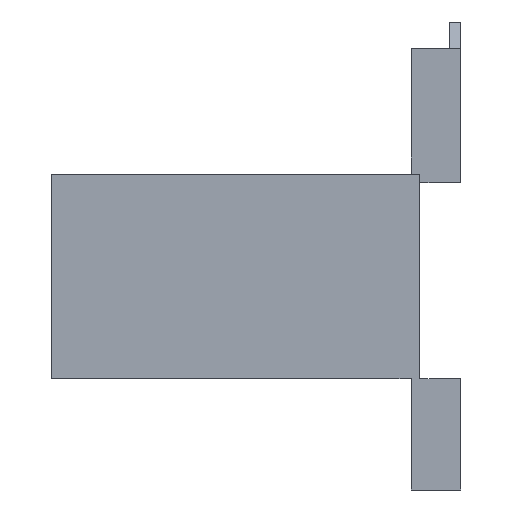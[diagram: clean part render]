
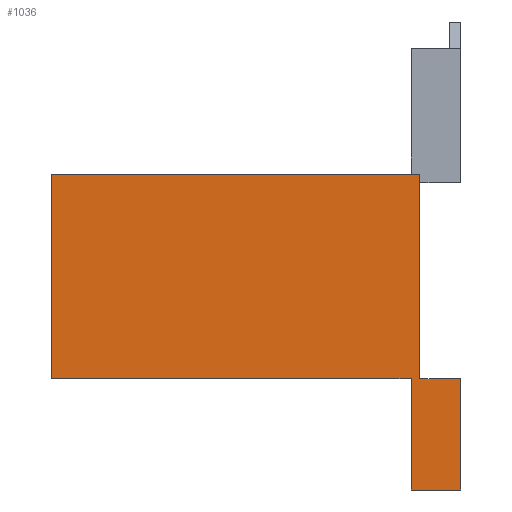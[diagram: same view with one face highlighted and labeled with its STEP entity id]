
A CAD part, left-side view. The second image highlights one B-rep face of the part: STEP entity #1036.
In plain terms, the highlighted planar face has unit normal (-1, 0, 0).
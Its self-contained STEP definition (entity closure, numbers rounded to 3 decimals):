
#18 = VERTEX_POINT ( 'NONE', #1257 ) ;
#30 = CARTESIAN_POINT ( 'NONE',  ( -60., 63., -17.5 ) ) ;
#37 = CARTESIAN_POINT ( 'NONE',  ( -60., 63., 17.5 ) ) ;
#77 = DIRECTION ( 'NONE',  ( 0., 0., -1. ) ) ;
#108 = EDGE_CURVE ( 'NONE', #1296, #235, #681, .T. ) ;
#120 = DIRECTION ( 'NONE',  ( 0., -1., 0. ) ) ;
#129 = DIRECTION ( 'NONE',  ( 0., -1., 0. ) ) ;
#135 = CARTESIAN_POINT ( 'NONE',  ( -60., -7., -36.5 ) ) ;
#160 = DIRECTION ( 'NONE',  ( 0., 0., 1. ) ) ;
#208 = VERTEX_POINT ( 'NONE', #764 ) ;
#225 = CARTESIAN_POINT ( 'NONE',  ( -60., 0., 17.5 ) ) ;
#235 = VERTEX_POINT ( 'NONE', #444 ) ;
#257 = LINE ( 'NONE', #508, #1618 ) ;
#345 = VECTOR ( 'NONE', #881, 1000. ) ;
#356 = DIRECTION ( 'NONE',  ( 1., 0., 0. ) ) ;
#359 = VECTOR ( 'NONE', #1492, 1000. ) ;
#372 = ORIENTED_EDGE ( 'NONE', *, *, #1714, .F. ) ;
#373 = LINE ( 'NONE', #1378, #1030 ) ;
#393 = LINE ( 'NONE', #1489, #359 ) ;
#444 = CARTESIAN_POINT ( 'NONE',  ( -60., 1.5, -36.5 ) ) ;
#453 = ORIENTED_EDGE ( 'NONE', *, *, #108, .T. ) ;
#459 = VECTOR ( 'NONE', #129, 1000. ) ;
#484 = AXIS2_PLACEMENT_3D ( 'NONE', #1395, #356, #1260 ) ;
#506 = EDGE_LOOP ( 'NONE', ( #527, #541, #372, #1334, #453, #1406, #644, #1640 ) ) ;
#508 = CARTESIAN_POINT ( 'NONE',  ( -60., 63., -17.5 ) ) ;
#520 = FACE_OUTER_BOUND ( 'NONE', #506, .T. ) ;
#527 = ORIENTED_EDGE ( 'NONE', *, *, #1360, .T. ) ;
#541 = ORIENTED_EDGE ( 'NONE', *, *, #1386, .F. ) ;
#632 = CARTESIAN_POINT ( 'NONE',  ( -60., 63., 17.5 ) ) ;
#637 = VECTOR ( 'NONE', #120, 1000. ) ;
#644 = ORIENTED_EDGE ( 'NONE', *, *, #1258, .F. ) ;
#681 = LINE ( 'NONE', #1524, #345 ) ;
#741 = VECTOR ( 'NONE', #160, 1000. ) ;
#764 = CARTESIAN_POINT ( 'NONE',  ( -60., -7., -17.5 ) ) ;
#782 = VERTEX_POINT ( 'NONE', #225 ) ;
#804 = LINE ( 'NONE', #1176, #459 ) ;
#857 = VERTEX_POINT ( 'NONE', #37 ) ;
#878 = PLANE ( 'NONE',  #484 ) ;
#881 = DIRECTION ( 'NONE',  ( 0., 0., -1. ) ) ;
#1008 = LINE ( 'NONE', #632, #637 ) ;
#1030 = VECTOR ( 'NONE', #77, 1000. ) ;
#1036 = ADVANCED_FACE ( 'NONE', ( #520 ), #878, .F. ) ;
#1094 = LINE ( 'NONE', #1608, #741 ) ;
#1097 = VERTEX_POINT ( 'NONE', #1572 ) ;
#1111 = EDGE_CURVE ( 'NONE', #235, #1682, #804, .T. ) ;
#1176 = CARTESIAN_POINT ( 'NONE',  ( -60., 1.5, -36.5 ) ) ;
#1179 = VECTOR ( 'NONE', #1198, 1000. ) ;
#1198 = DIRECTION ( 'NONE',  ( 0., 0., 1. ) ) ;
#1257 = CARTESIAN_POINT ( 'NONE',  ( -60., 0., -17.5 ) ) ;
#1258 = EDGE_CURVE ( 'NONE', #208, #1682, #373, .T. ) ;
#1260 = DIRECTION ( 'NONE',  ( 0., 0., -1. ) ) ;
#1296 = VERTEX_POINT ( 'NONE', #1438 ) ;
#1334 = ORIENTED_EDGE ( 'NONE', *, *, #1430, .T. ) ;
#1360 = EDGE_CURVE ( 'NONE', #18, #782, #1094, .T. ) ;
#1378 = CARTESIAN_POINT ( 'NONE',  ( -60., -7., -17.5 ) ) ;
#1386 = EDGE_CURVE ( 'NONE', #857, #782, #1008, .T. ) ;
#1395 = CARTESIAN_POINT ( 'NONE',  ( -60., 63., -17.5 ) ) ;
#1406 = ORIENTED_EDGE ( 'NONE', *, *, #1111, .T. ) ;
#1430 = EDGE_CURVE ( 'NONE', #1097, #1296, #257, .T. ) ;
#1438 = CARTESIAN_POINT ( 'NONE',  ( -60., 1.5, -17.5 ) ) ;
#1489 = CARTESIAN_POINT ( 'NONE',  ( -60., 1.5, -17.5 ) ) ;
#1492 = DIRECTION ( 'NONE',  ( 0., -1., 0. ) ) ;
#1524 = CARTESIAN_POINT ( 'NONE',  ( -60., 1.5, -17.5 ) ) ;
#1536 = LINE ( 'NONE', #30, #1179 ) ;
#1571 = DIRECTION ( 'NONE',  ( 0., -1., 0. ) ) ;
#1572 = CARTESIAN_POINT ( 'NONE',  ( -60., 63., -17.5 ) ) ;
#1608 = CARTESIAN_POINT ( 'NONE',  ( -60., 0., -17.5 ) ) ;
#1618 = VECTOR ( 'NONE', #1571, 1000. ) ;
#1623 = EDGE_CURVE ( 'NONE', #18, #208, #393, .T. ) ;
#1640 = ORIENTED_EDGE ( 'NONE', *, *, #1623, .F. ) ;
#1682 = VERTEX_POINT ( 'NONE', #135 ) ;
#1714 = EDGE_CURVE ( 'NONE', #1097, #857, #1536, .T. ) ;
